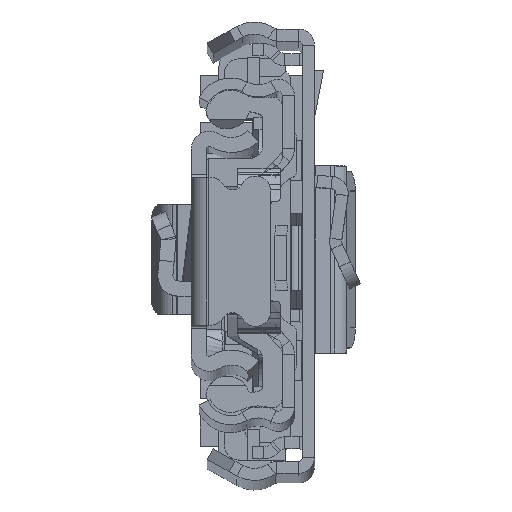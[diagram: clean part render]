
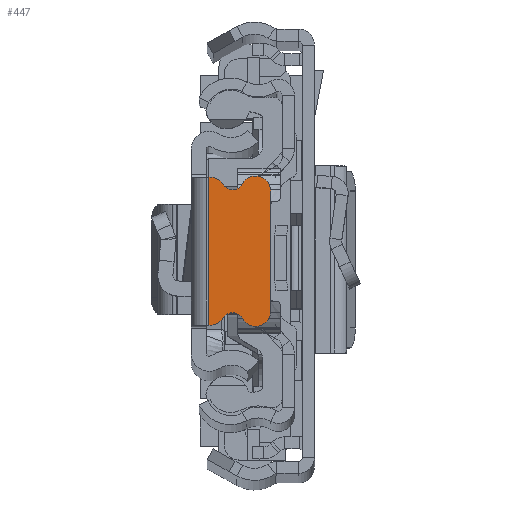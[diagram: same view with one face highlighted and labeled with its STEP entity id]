
A CAD part, top view. The second image highlights one B-rep face of the part: STEP entity #447.
In plain terms, the highlighted planar face has unit normal (0, 0, 1).
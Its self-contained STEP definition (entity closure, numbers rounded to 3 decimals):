
#447 = ADVANCED_FACE ( 'NONE', ( #23026 ), #4504, .T. ) ;
#664 = CARTESIAN_POINT ( 'NONE',  ( -5.109, -6.713, 0. ) ) ;
#1067 = EDGE_CURVE ( 'NONE', #17785, #32673, #29014, .T. ) ;
#2046 = LINE ( 'NONE', #26217, #23518 ) ;
#2746 = VECTOR ( 'NONE', #9889, 1000. ) ;
#2805 = DIRECTION ( 'NONE',  ( 0., 0., -1. ) ) ;
#2814 = EDGE_CURVE ( 'NONE', #3322, #23801, #21178, .T. ) ;
#2891 = EDGE_CURVE ( 'NONE', #6425, #3547, #16670, .T. ) ;
#2964 = DIRECTION ( 'NONE',  ( 0., 0., 1. ) ) ;
#3322 = VERTEX_POINT ( 'NONE', #7714 ) ;
#3547 = VERTEX_POINT ( 'NONE', #15731 ) ;
#4504 = PLANE ( 'NONE',  #16124 ) ;
#4528 = CARTESIAN_POINT ( 'NONE',  ( -7.929, 6., 0. ) ) ;
#5466 = CARTESIAN_POINT ( 'NONE',  ( -1.929, -5.87, 0. ) ) ;
#5874 = DIRECTION ( 'NONE',  ( 0., -1., 0. ) ) ;
#6095 = ORIENTED_EDGE ( 'NONE', *, *, #31238, .T. ) ;
#6359 = CARTESIAN_POINT ( 'NONE',  ( -3.206, -6.658, 0. ) ) ;
#6425 = VERTEX_POINT ( 'NONE', #6359 ) ;
#6502 = CIRCLE ( 'NONE', #11010, 1.1 ) ;
#6881 = CARTESIAN_POINT ( 'NONE',  ( -1.75, 7.37, 0. ) ) ;
#7714 = CARTESIAN_POINT ( 'NONE',  ( -1.929, 7.37, 0. ) ) ;
#8101 = CARTESIAN_POINT ( 'NONE',  ( -4.142, -7.236, 0. ) ) ;
#8166 = LINE ( 'NONE', #13460, #18959 ) ;
#8267 = ORIENTED_EDGE ( 'NONE', *, *, #2891, .T. ) ;
#8394 = CARTESIAN_POINT ( 'NONE',  ( -1.75, -7.37, 0. ) ) ;
#8451 = DIRECTION ( 'NONE',  ( 1., 0., 0. ) ) ;
#8462 = CARTESIAN_POINT ( 'NONE',  ( -5.109, 6.713, 0. ) ) ;
#9483 = VERTEX_POINT ( 'NONE', #6881 ) ;
#9889 = DIRECTION ( 'NONE',  ( 1., 0., 0. ) ) ;
#10231 = ORIENTED_EDGE ( 'NONE', *, *, #16217, .T. ) ;
#11010 = AXIS2_PLACEMENT_3D ( 'NONE', #8101, #2805, #16211 ) ;
#11161 = CARTESIAN_POINT ( 'NONE',  ( -1.929, -7.37, 0. ) ) ;
#12100 = CARTESIAN_POINT ( 'NONE',  ( -6.429, -6., 0. ) ) ;
#12971 = VECTOR ( 'NONE', #27019, 1000. ) ;
#13460 = CARTESIAN_POINT ( 'NONE',  ( -7.929, -6., 0. ) ) ;
#13921 = DIRECTION ( 'NONE',  ( -1., 0., 0. ) ) ;
#14754 = EDGE_CURVE ( 'NONE', #9483, #34150, #2046, .T. ) ;
#14971 = CARTESIAN_POINT ( 'NONE',  ( -7.929, -6., 0. ) ) ;
#15388 = ORIENTED_EDGE ( 'NONE', *, *, #14754, .F. ) ;
#15731 = CARTESIAN_POINT ( 'NONE',  ( -1.929, -7.37, 0. ) ) ;
#15875 = EDGE_CURVE ( 'NONE', #3322, #9483, #20977, .T. ) ;
#16124 = AXIS2_PLACEMENT_3D ( 'NONE', #26181, #23706, #31473 ) ;
#16204 = CARTESIAN_POINT ( 'NONE',  ( -4.142, 7.236, 0. ) ) ;
#16211 = DIRECTION ( 'NONE',  ( -1., 0., 0. ) ) ;
#16217 = EDGE_CURVE ( 'NONE', #18089, #22759, #32059, .T. ) ;
#16670 = CIRCLE ( 'NONE', #20049, 1.5 ) ;
#16934 = ORIENTED_EDGE ( 'NONE', *, *, #28008, .T. ) ;
#17111 = ORIENTED_EDGE ( 'NONE', *, *, #29970, .T. ) ;
#17532 = EDGE_CURVE ( 'NONE', #34150, #3547, #27371, .T. ) ;
#17785 = VERTEX_POINT ( 'NONE', #8462 ) ;
#18089 = VERTEX_POINT ( 'NONE', #14971 ) ;
#18959 = VECTOR ( 'NONE', #5874, 1000. ) ;
#19058 = ORIENTED_EDGE ( 'NONE', *, *, #1067, .T. ) ;
#20049 = AXIS2_PLACEMENT_3D ( 'NONE', #5466, #32421, #8451 ) ;
#20465 = CARTESIAN_POINT ( 'NONE',  ( -1.929, 7.37, 0. ) ) ;
#20666 = EDGE_LOOP ( 'NONE', ( #15388, #32655, #31384, #17111, #19058, #16934, #10231, #6095, #8267, #33111 ) ) ;
#20977 = LINE ( 'NONE', #20465, #2746 ) ;
#21178 = CIRCLE ( 'NONE', #32405, 1.5 ) ;
#22130 = CIRCLE ( 'NONE', #26628, 1.1 ) ;
#22759 = VERTEX_POINT ( 'NONE', #664 ) ;
#23025 = DIRECTION ( 'NONE',  ( 0., 0., 1. ) ) ;
#23026 = FACE_OUTER_BOUND ( 'NONE', #20666, .T. ) ;
#23518 = VECTOR ( 'NONE', #31845, 1000. ) ;
#23706 = DIRECTION ( 'NONE',  ( 0., 0., 1. ) ) ;
#23801 = VERTEX_POINT ( 'NONE', #26503 ) ;
#24551 = DIRECTION ( 'NONE',  ( -1., 0., 0. ) ) ;
#26181 = CARTESIAN_POINT ( 'NONE',  ( 542.771, 0., 0. ) ) ;
#26217 = CARTESIAN_POINT ( 'NONE',  ( -1.75, 0., 0. ) ) ;
#26446 = AXIS2_PLACEMENT_3D ( 'NONE', #12100, #23025, #32765 ) ;
#26503 = CARTESIAN_POINT ( 'NONE',  ( -3.206, 6.658, 0. ) ) ;
#26628 = AXIS2_PLACEMENT_3D ( 'NONE', #16204, #34691, #32078 ) ;
#27019 = DIRECTION ( 'NONE',  ( -1., 0., 0. ) ) ;
#27371 = LINE ( 'NONE', #11161, #12971 ) ;
#27548 = DIRECTION ( 'NONE',  ( 0., 0., 1. ) ) ;
#28008 = EDGE_CURVE ( 'NONE', #32673, #18089, #8166, .T. ) ;
#29014 = CIRCLE ( 'NONE', #32382, 1.5 ) ;
#29257 = CARTESIAN_POINT ( 'NONE',  ( -1.929, 5.87, 0. ) ) ;
#29970 = EDGE_CURVE ( 'NONE', #23801, #17785, #22130, .T. ) ;
#30522 = CARTESIAN_POINT ( 'NONE',  ( -6.429, 6., 0. ) ) ;
#31238 = EDGE_CURVE ( 'NONE', #22759, #6425, #6502, .T. ) ;
#31384 = ORIENTED_EDGE ( 'NONE', *, *, #2814, .T. ) ;
#31473 = DIRECTION ( 'NONE',  ( 1., 0., 0. ) ) ;
#31845 = DIRECTION ( 'NONE',  ( 0., -1., 0. ) ) ;
#32059 = CIRCLE ( 'NONE', #26446, 1.5 ) ;
#32078 = DIRECTION ( 'NONE',  ( 1., 0., 0. ) ) ;
#32382 = AXIS2_PLACEMENT_3D ( 'NONE', #30522, #27548, #24551 ) ;
#32405 = AXIS2_PLACEMENT_3D ( 'NONE', #29257, #2964, #13921 ) ;
#32421 = DIRECTION ( 'NONE',  ( 0., 0., 1. ) ) ;
#32655 = ORIENTED_EDGE ( 'NONE', *, *, #15875, .F. ) ;
#32673 = VERTEX_POINT ( 'NONE', #4528 ) ;
#32765 = DIRECTION ( 'NONE',  ( 1., 0., 0. ) ) ;
#33111 = ORIENTED_EDGE ( 'NONE', *, *, #17532, .F. ) ;
#34150 = VERTEX_POINT ( 'NONE', #8394 ) ;
#34691 = DIRECTION ( 'NONE',  ( 0., 0., -1. ) ) ;
